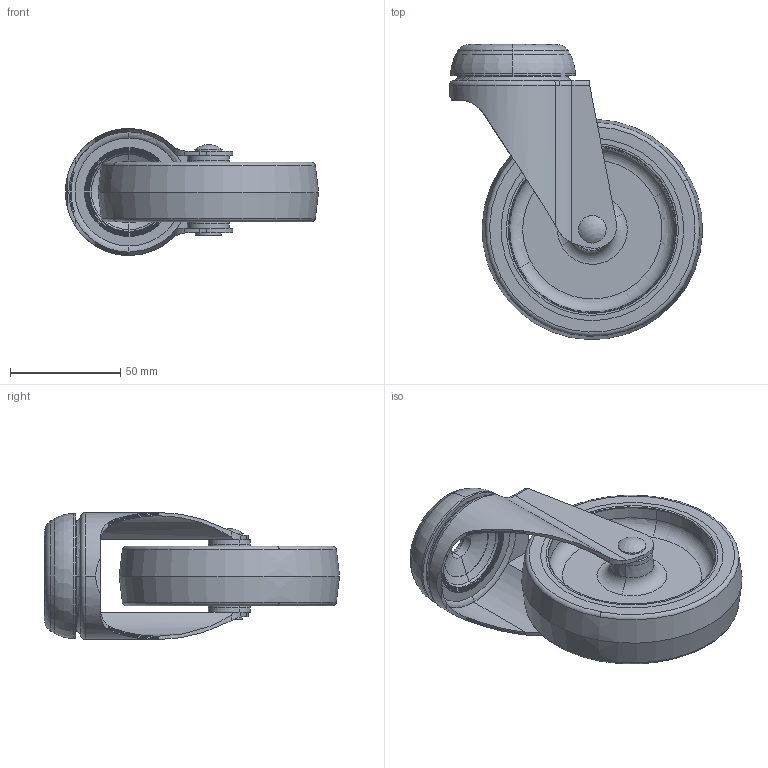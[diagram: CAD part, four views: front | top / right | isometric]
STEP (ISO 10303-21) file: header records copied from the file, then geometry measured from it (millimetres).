
FILE_DESCRIPTION (( 'STEP AP214' ), '1' );
FILE_NAME ('0029318.step', '2021-09-13T12:18:14', ( 'Windows-Benutzer' ), ( '' ), 'SwSTEP 2.0', 'SolidWorks 2020', '' );
FILE_SCHEMA (( 'AUTOMOTIVE_DESIGN' ));
Length unit declared in the file: millimetre
Products named in the file (1): 0029318
Bounding box: 114.76 x 133.81 x 57.6 mm (x, y, z)
Volume: 160828.4 mm3; surface area: 84628.4 mm2
Topology: 4 solids, 4 shells, 519 faces, 1303 edges, 808 vertices
Faces by surface type: plane 263, cone 130, torus 62, cylinder 59, sphere 3, bspline 2
Entity records: 22708 total; most frequent: CARTESIAN_POINT 5665, ORIENTED_EDGE 2596, DIRECTION 2229, EDGE_CURVE 1298, AXIS2_PLACEMENT_3D 895, VERTEX_POINT 807, EDGE_LOOP 549, UNCERTAINTY_MEASURE_WITH_UNIT 525
